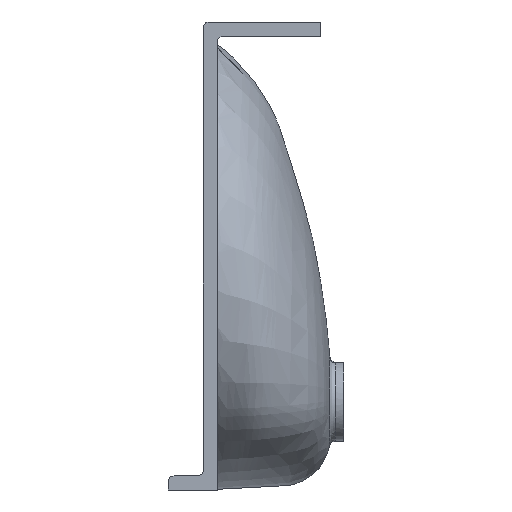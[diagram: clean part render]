
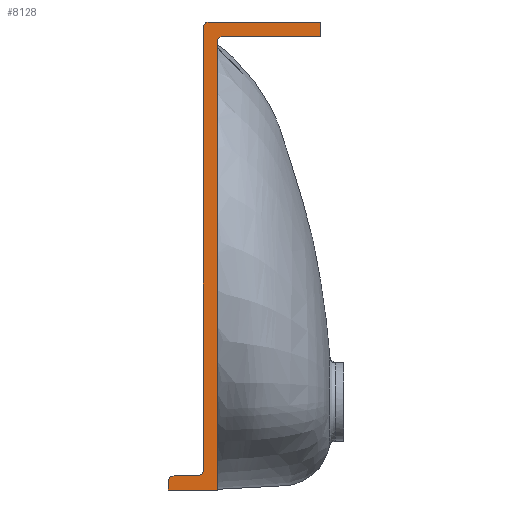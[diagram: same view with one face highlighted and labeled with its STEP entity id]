
A CAD part, left-side view. The second image highlights one B-rep face of the part: STEP entity #8128.
In plain terms, the highlighted planar face has unit normal (-1, 0, 0).
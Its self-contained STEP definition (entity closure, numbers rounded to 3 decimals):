
#158 = DIRECTION ( 'NONE',  ( 0., -1., 0. ) ) ;
#240 = DIRECTION ( 'NONE',  ( 0., 0., 1. ) ) ;
#750 = DIRECTION ( 'NONE',  ( 0., 0., -1. ) ) ;
#1421 = ORIENTED_EDGE ( 'NONE', *, *, #6952, .F. ) ;
#1897 = DIRECTION ( 'NONE',  ( 1., 0., 0. ) ) ;
#2013 = CARTESIAN_POINT ( 'NONE',  ( -1250., -12., -191.984 ) ) ;
#2175 = EDGE_CURVE ( 'NONE', #57550, #32170, #29207, .T. ) ;
#2717 = VERTEX_POINT ( 'NONE', #50348 ) ;
#2993 = DIRECTION ( 'NONE',  ( 0., 0., -1. ) ) ;
#3742 = LINE ( 'NONE', #11664, #44587 ) ;
#4990 = CARTESIAN_POINT ( 'NONE',  ( -1250., -100., 196.016 ) ) ;
#6952 = EDGE_CURVE ( 'NONE', #53759, #2717, #3742, .T. ) ;
#7760 = VERTEX_POINT ( 'NONE', #26320 ) ;
#7851 = LINE ( 'NONE', #38433, #37275 ) ;
#8110 = EDGE_CURVE ( 'NONE', #32170, #32650, #26009, .T. ) ;
#8128 = ADVANCED_FACE ( 'NONE', ( #33356 ), #61760, .T. ) ;
#8239 = DIRECTION ( 'NONE',  ( 0., 0., -1. ) ) ;
#10114 = EDGE_CURVE ( 'NONE', #7760, #15384, #34328, .T. ) ;
#10915 = EDGE_CURVE ( 'NONE', #25003, #59541, #20952, .T. ) ;
#11183 = DIRECTION ( 'NONE',  ( 0., 0., 1. ) ) ;
#11664 = CARTESIAN_POINT ( 'NONE',  ( -1250., -100., 208.016 ) ) ;
#12162 = ORIENTED_EDGE ( 'NONE', *, *, #33981, .F. ) ;
#13448 = ORIENTED_EDGE ( 'NONE', *, *, #8110, .F. ) ;
#13891 = DIRECTION ( 'NONE',  ( 0., -1., 0. ) ) ;
#14578 = VECTOR ( 'NONE', #240, 1000. ) ;
#15281 = ORIENTED_EDGE ( 'NONE', *, *, #26851, .F. ) ;
#15384 = VERTEX_POINT ( 'NONE', #36324 ) ;
#15553 = ORIENTED_EDGE ( 'NONE', *, *, #28104, .F. ) ;
#16783 = CARTESIAN_POINT ( 'NONE',  ( -1250., 0., -174.984 ) ) ;
#16884 = ORIENTED_EDGE ( 'NONE', *, *, #2175, .F. ) ;
#17484 = ORIENTED_EDGE ( 'NONE', *, *, #50305, .F. ) ;
#17523 = EDGE_LOOP ( 'NONE', ( #44355, #13448, #16884, #12162, #63077, #17484, #25150, #15553, #25323, #43919, #15281, #1421 ) ) ;
#17530 = CIRCLE ( 'NONE', #49791, 5. ) ;
#18609 = AXIS2_PLACEMENT_3D ( 'NONE', #23598, #42237, #58095 ) ;
#19633 = DIRECTION ( 'NONE',  ( 0., 1., 0. ) ) ;
#19957 = CARTESIAN_POINT ( 'NONE',  ( -1250., -12., 191.016 ) ) ;
#20952 = LINE ( 'NONE', #31673, #40397 ) ;
#21754 = CIRCLE ( 'NONE', #48759, 5. ) ;
#22386 = DIRECTION ( 'NONE',  ( 0., 0., -1. ) ) ;
#23598 = CARTESIAN_POINT ( 'NONE',  ( -1250., -17., 191.016 ) ) ;
#24851 = CARTESIAN_POINT ( 'NONE',  ( -1250., 30., -184.984 ) ) ;
#25003 = VERTEX_POINT ( 'NONE', #27934 ) ;
#25150 = ORIENTED_EDGE ( 'NONE', *, *, #10915, .F. ) ;
#25323 = ORIENTED_EDGE ( 'NONE', *, *, #61022, .F. ) ;
#26009 = CIRCLE ( 'NONE', #30048, 5. ) ;
#26320 = CARTESIAN_POINT ( 'NONE',  ( -1250., 25., -179.984 ) ) ;
#26851 = EDGE_CURVE ( 'NONE', #2717, #46978, #39484, .T. ) ;
#27934 = CARTESIAN_POINT ( 'NONE',  ( -1250., 30., -191.984 ) ) ;
#28104 = EDGE_CURVE ( 'NONE', #60179, #25003, #7851, .T. ) ;
#29207 = LINE ( 'NONE', #64343, #14578 ) ;
#30048 = AXIS2_PLACEMENT_3D ( 'NONE', #46799, #1897, #58421 ) ;
#31673 = CARTESIAN_POINT ( 'NONE',  ( -1250., 30., -191.984 ) ) ;
#32078 = VECTOR ( 'NONE', #158, 1000. ) ;
#32170 = VERTEX_POINT ( 'NONE', #38821 ) ;
#32286 = CARTESIAN_POINT ( 'NONE',  ( -1250., 25., -184.984 ) ) ;
#32650 = VERTEX_POINT ( 'NONE', #34260 ) ;
#33356 = FACE_OUTER_BOUND ( 'NONE', #17523, .T. ) ;
#33867 = DIRECTION ( 'NONE',  ( 0., 1., 0. ) ) ;
#33981 = EDGE_CURVE ( 'NONE', #15384, #57550, #17530, .T. ) ;
#34260 = CARTESIAN_POINT ( 'NONE',  ( -1250., -5., 208.016 ) ) ;
#34328 = LINE ( 'NONE', #54188, #32078 ) ;
#35260 = CARTESIAN_POINT ( 'NONE',  ( -1250., -17., 196.016 ) ) ;
#36324 = CARTESIAN_POINT ( 'NONE',  ( -1250., 5., -179.984 ) ) ;
#37275 = VECTOR ( 'NONE', #33867, 1000. ) ;
#38433 = CARTESIAN_POINT ( 'NONE',  ( -1250., -12., -191.984 ) ) ;
#38821 = CARTESIAN_POINT ( 'NONE',  ( -1250., 0., 203.016 ) ) ;
#39484 = LINE ( 'NONE', #4990, #50796 ) ;
#40279 = DIRECTION ( 'NONE',  ( -1., 0., 0. ) ) ;
#40397 = VECTOR ( 'NONE', #11183, 1000. ) ;
#40758 = LINE ( 'NONE', #41388, #57074 ) ;
#40851 = VERTEX_POINT ( 'NONE', #19957 ) ;
#41388 = CARTESIAN_POINT ( 'NONE',  ( -1250., -12., 191.016 ) ) ;
#42237 = DIRECTION ( 'NONE',  ( -1., 0., 0. ) ) ;
#43919 = ORIENTED_EDGE ( 'NONE', *, *, #55087, .F. ) ;
#44355 = ORIENTED_EDGE ( 'NONE', *, *, #62706, .F. ) ;
#44480 = LINE ( 'NONE', #64322, #45649 ) ;
#44587 = VECTOR ( 'NONE', #22386, 1000. ) ;
#45649 = VECTOR ( 'NONE', #13891, 1000. ) ;
#46799 = CARTESIAN_POINT ( 'NONE',  ( -1250., -5., 203.016 ) ) ;
#46978 = VERTEX_POINT ( 'NONE', #35260 ) ;
#47575 = DIRECTION ( 'NONE',  ( 1., 0., 0. ) ) ;
#48759 = AXIS2_PLACEMENT_3D ( 'NONE', #32286, #47575, #2993 ) ;
#49791 = AXIS2_PLACEMENT_3D ( 'NONE', #53148, #57709, #8239 ) ;
#50050 = CARTESIAN_POINT ( 'NONE',  ( -1250., -17., 191.016 ) ) ;
#50305 = EDGE_CURVE ( 'NONE', #59541, #7760, #21754, .T. ) ;
#50348 = CARTESIAN_POINT ( 'NONE',  ( -1250., -100., 196.016 ) ) ;
#50369 = DIRECTION ( 'NONE',  ( 0., 0., -1. ) ) ;
#50796 = VECTOR ( 'NONE', #19633, 1000. ) ;
#51859 = CIRCLE ( 'NONE', #58142, 5. ) ;
#53148 = CARTESIAN_POINT ( 'NONE',  ( -1250., 5., -174.984 ) ) ;
#53759 = VERTEX_POINT ( 'NONE', #64362 ) ;
#54188 = CARTESIAN_POINT ( 'NONE',  ( -1250., 25., -179.984 ) ) ;
#55087 = EDGE_CURVE ( 'NONE', #46978, #40851, #51859, .T. ) ;
#57074 = VECTOR ( 'NONE', #750, 1000. ) ;
#57550 = VERTEX_POINT ( 'NONE', #16783 ) ;
#57709 = DIRECTION ( 'NONE',  ( -1., 0., 0. ) ) ;
#58095 = DIRECTION ( 'NONE',  ( 0., 0., -1. ) ) ;
#58142 = AXIS2_PLACEMENT_3D ( 'NONE', #50050, #40279, #50369 ) ;
#58421 = DIRECTION ( 'NONE',  ( 0., 0., -1. ) ) ;
#59541 = VERTEX_POINT ( 'NONE', #24851 ) ;
#60179 = VERTEX_POINT ( 'NONE', #2013 ) ;
#61022 = EDGE_CURVE ( 'NONE', #40851, #60179, #40758, .T. ) ;
#61760 = PLANE ( 'NONE',  #18609 ) ;
#62706 = EDGE_CURVE ( 'NONE', #32650, #53759, #44480, .T. ) ;
#63077 = ORIENTED_EDGE ( 'NONE', *, *, #10114, .F. ) ;
#64322 = CARTESIAN_POINT ( 'NONE',  ( -1250., -5., 208.016 ) ) ;
#64343 = CARTESIAN_POINT ( 'NONE',  ( -1250., 0., -174.984 ) ) ;
#64362 = CARTESIAN_POINT ( 'NONE',  ( -1250., -100., 208.016 ) ) ;
